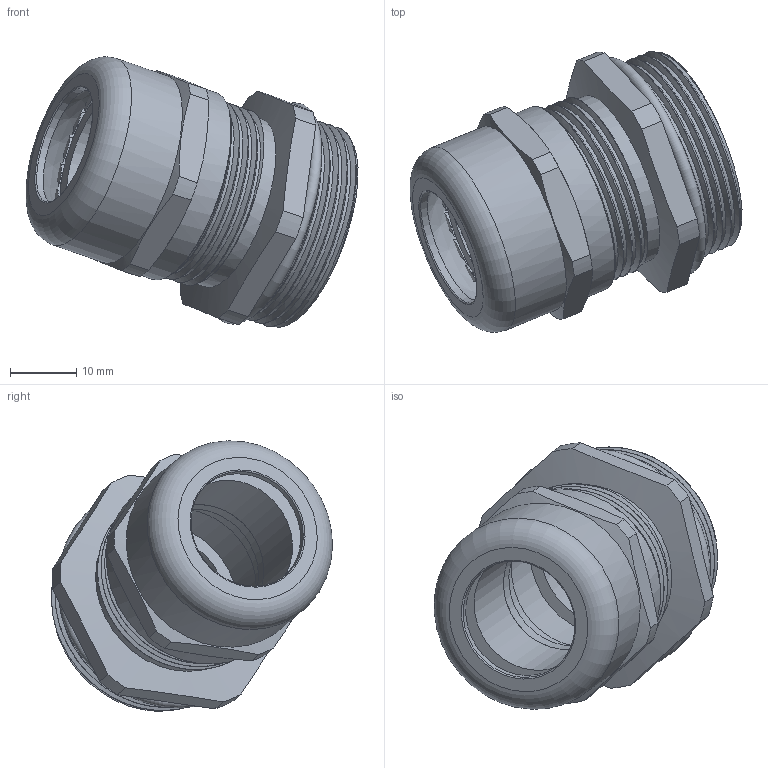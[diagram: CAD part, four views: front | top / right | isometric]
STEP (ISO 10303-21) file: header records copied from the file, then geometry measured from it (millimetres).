
FILE_DESCRIPTION(/* description */ ('Euro-Top M 32x1,5, KB: 13-18 mm'),/* implementation_level */ '2;1');
FILE_NAME(/* name */ '60080532-RST.stp',/* time_stamp */ '2019-12-02T15:57:27+01:00',/* author */ ('sl'),/* organization */ (''),/* preprocessor_version */ 'ST-DEVELOPER v16.5',/* originating_system */ 'Autodesk Inventor 2017',/* authorisation */ '');
FILE_SCHEMA (('AUTOMOTIVE_DESIGN { 1 0 10303 214 3 1 1 }'));
Length unit declared in the file: millimetre
Products named in the file (6): 60080532; 60080532_1; 60080532_2; 60080532_3; 60080532_4; 60080532_5
Assembly tree (5 placements, depth 2):
  60080532
    60080532_1
    60080532_2
    60080532_3
    60080532_4
    60080532_5
Bounding box: 50.06 x 42.36 x 40.76 mm (x, y, z)
Volume: 10713.6 mm3; surface area: 17361.3 mm2
Topology: 4 solids, 5 shells, 255 faces, 709 edges, 464 vertices
Faces by surface type: plane 128, cylinder 79, torus 22, cone 19, bspline 7
Full cylindrical faces by diameter (mm): 18.17 x1, 18.8 x1, 18.87 x1, 20.6 x1, 22.07 x1, 22.9 x1, 23.1 x1, 24.2 x2, 25.02 x1, 26.2 x4, 26.63 x1, 26.72 x2, 29.72 x2, 31.16 x1, 32.9 x1
Entity records: 11974 total; most frequent: CARTESIAN_POINT 5487, DIRECTION 1355, ORIENTED_EDGE 1282, EDGE_CURVE 641, AXIS2_PLACEMENT_3D 541, VERTEX_POINT 433, EDGE_LOOP 294, CIRCLE 286
